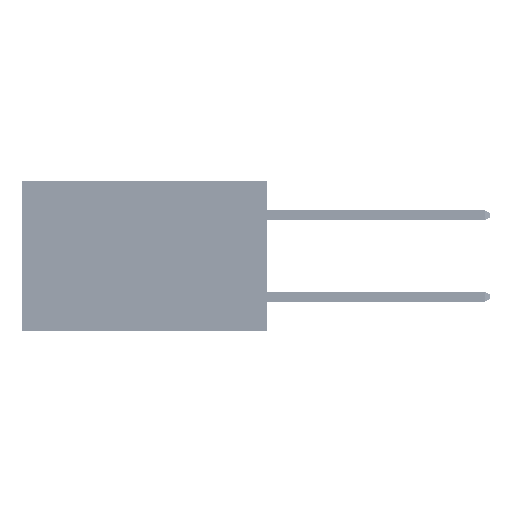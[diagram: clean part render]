
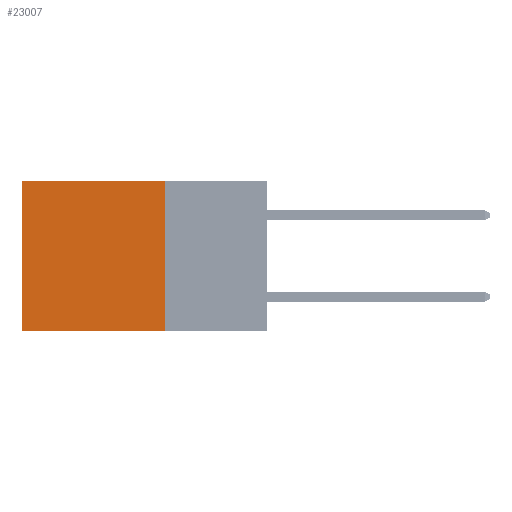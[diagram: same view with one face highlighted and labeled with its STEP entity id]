
A CAD part, left-side view. The second image highlights one B-rep face of the part: STEP entity #23007.
In plain terms, the highlighted planar face has unit normal (-1, 0, 0).
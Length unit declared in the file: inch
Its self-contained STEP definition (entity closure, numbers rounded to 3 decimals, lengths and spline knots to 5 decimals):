
#1534 = DIRECTION ( 'NONE',  ( 0., 1., 0. ) ) ;
#3114 = DIRECTION ( 'NONE',  ( 0., 0., -1. ) ) ;
#4039 = CARTESIAN_POINT ( 'NONE',  ( 0.2875, 0.25, -0.37 ) ) ;
#5976 = LINE ( 'NONE', #21337, #46730 ) ;
#6000 = EDGE_LOOP ( 'NONE', ( #6810, #40772, #13189, #9548 ) ) ;
#6312 = VERTEX_POINT ( 'NONE', #40170 ) ;
#6810 = ORIENTED_EDGE ( 'NONE', *, *, #7538, .T. ) ;
#7538 = EDGE_CURVE ( 'NONE', #10166, #9315, #5976, .T. ) ;
#9315 = VERTEX_POINT ( 'NONE', #42504 ) ;
#9548 = ORIENTED_EDGE ( 'NONE', *, *, #24646, .T. ) ;
#10166 = VERTEX_POINT ( 'NONE', #24259 ) ;
#12445 = LINE ( 'NONE', #48805, #44512 ) ;
#13189 = ORIENTED_EDGE ( 'NONE', *, *, #32353, .F. ) ;
#14671 = PLANE ( 'NONE',  #44957 ) ;
#15864 = DIRECTION ( 'NONE',  ( 0., 1., 0. ) ) ;
#16282 = VERTEX_POINT ( 'NONE', #4039 ) ;
#17620 = CARTESIAN_POINT ( 'NONE',  ( 0.2875, 0.25, 0. ) ) ;
#18611 = DIRECTION ( 'NONE',  ( 1., 0., 0. ) ) ;
#21162 = LINE ( 'NONE', #42936, #29204 ) ;
#21337 = CARTESIAN_POINT ( 'NONE',  ( 0.2875, 0.6, 0. ) ) ;
#23007 = ADVANCED_FACE ( 'NONE', ( #47894 ), #14671, .F. ) ;
#24259 = CARTESIAN_POINT ( 'NONE',  ( 0.2875, 0.6, 0. ) ) ;
#24646 = EDGE_CURVE ( 'NONE', #6312, #10166, #21162, .T. ) ;
#29204 = VECTOR ( 'NONE', #15864, 39.37008 ) ;
#32353 = EDGE_CURVE ( 'NONE', #6312, #16282, #41797, .T. ) ;
#36865 = VECTOR ( 'NONE', #49191, 39.37008 ) ;
#38480 = CARTESIAN_POINT ( 'NONE',  ( 0.2875, 0.25, 0. ) ) ;
#40170 = CARTESIAN_POINT ( 'NONE',  ( 0.2875, 0.25, 0. ) ) ;
#40772 = ORIENTED_EDGE ( 'NONE', *, *, #42003, .F. ) ;
#41506 = DIRECTION ( 'NONE',  ( 0., 0., -1. ) ) ;
#41797 = LINE ( 'NONE', #17620, #36865 ) ;
#42003 = EDGE_CURVE ( 'NONE', #16282, #9315, #12445, .T. ) ;
#42504 = CARTESIAN_POINT ( 'NONE',  ( 0.2875, 0.6, -0.37 ) ) ;
#42936 = CARTESIAN_POINT ( 'NONE',  ( 0.2875, 0.25, 0. ) ) ;
#44512 = VECTOR ( 'NONE', #1534, 39.37008 ) ;
#44957 = AXIS2_PLACEMENT_3D ( 'NONE', #38480, #18611, #3114 ) ;
#46730 = VECTOR ( 'NONE', #41506, 39.37008 ) ;
#47894 = FACE_OUTER_BOUND ( 'NONE', #6000, .T. ) ;
#48805 = CARTESIAN_POINT ( 'NONE',  ( 0.2875, 0.25, -0.37 ) ) ;
#49191 = DIRECTION ( 'NONE',  ( 0., 0., -1. ) ) ;
